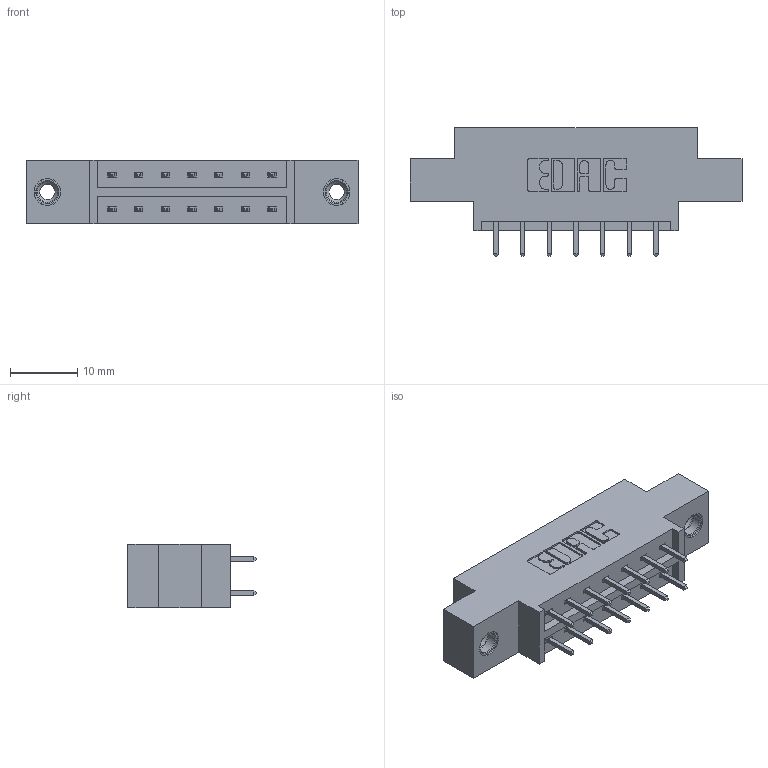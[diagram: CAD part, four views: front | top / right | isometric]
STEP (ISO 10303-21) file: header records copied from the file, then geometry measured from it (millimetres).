
FILE_DESCRIPTION (( 'STEP AP203' ), '1' );
FILE_NAME ('833-014-521-808.STEP', '2020-05-31T13:16:04', ( '' ), ( '' ), 'SwSTEP 2.0', 'SolidWorks 2020', '' );
FILE_SCHEMA (( 'CONFIG_CONTROL_DESIGN' ));
Length unit declared in the file: inch
Products named in the file (4): 345-292-001_345-293-121; 833 Part_Offset - .156 Dia - TI; 345-250-001_345-250-003-102; 833-014-521-808
Assembly tree (17 placements, depth 2):
  833-014-521-808
    833 Part_Offset - .156 Dia - TI
    345-292-001_345-293-121  x14
    345-250-001_345-250-003-102  x2
Bounding box: 49.28 x 19.06 x 9.4 mm (x, y, z)
Volume: 4463.5 mm3; surface area: 5103.1 mm2
Topology: 17 solids, 17 shells, 906 faces, 2629 edges, 1726 vertices
Faces by surface type: plane 610, cylinder 280, cone 12, torus 4
Entity records: 10366 total; most frequent: CARTESIAN_POINT 1745, ORIENTED_EDGE 1674, DIRECTION 1583, EDGE_CURVE 837, VECTOR 689, LINE 689, VERTEX_POINT 552, AXIS2_PLACEMENT_3D 447
